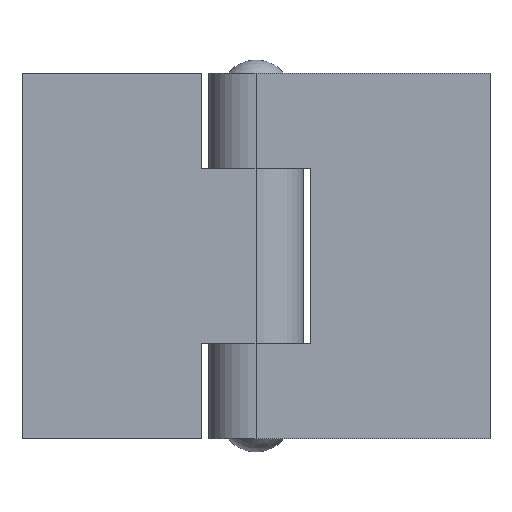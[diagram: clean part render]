
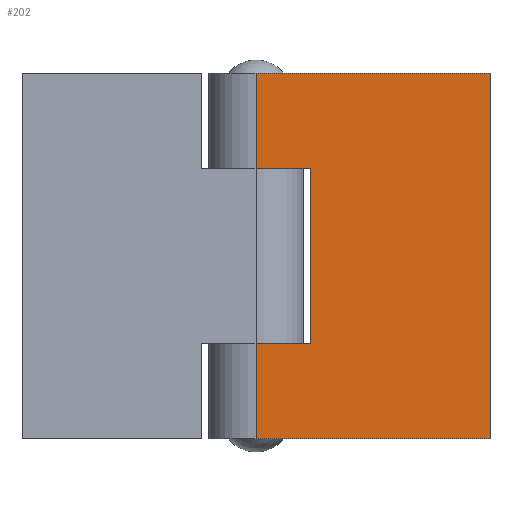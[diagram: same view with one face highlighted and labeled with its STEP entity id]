
A CAD part, front view. The second image highlights one B-rep face of the part: STEP entity #202.
In plain terms, the highlighted planar face has unit normal (0, -1, 0).
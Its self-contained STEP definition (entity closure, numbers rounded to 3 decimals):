
#9 = VERTEX_POINT ( 'NONE', #373 ) ;
#12 = VERTEX_POINT ( 'NONE', #435 ) ;
#13 = EDGE_CURVE ( 'NONE', #26, #9, #434, .T. ) ;
#17 = EDGE_CURVE ( 'NONE', #71, #12, #429, .T. ) ;
#26 = VERTEX_POINT ( 'NONE', #410 ) ;
#56 = VERTEX_POINT ( 'NONE', #483 ) ;
#71 = VERTEX_POINT ( 'NONE', #527 ) ;
#85 = VERTEX_POINT ( 'NONE', #562 ) ;
#87 = EDGE_CURVE ( 'NONE', #26, #85, #561, .T. ) ;
#101 = EDGE_CURVE ( 'NONE', #56, #71, #594, .T. ) ;
#134 = ORIENTED_EDGE ( 'NONE', *, *, #13, .F. ) ;
#135 = ORIENTED_EDGE ( 'NONE', *, *, #87, .T. ) ;
#136 = ORIENTED_EDGE ( 'NONE', *, *, #137, .T. ) ;
#137 = EDGE_CURVE ( 'NONE', #85, #206, #647, .T. ) ;
#202 = ADVANCED_FACE ( 'NONE', ( #736 ), #734, .F. ) ;
#203 = EDGE_LOOP ( 'NONE', ( #204, #208, #210, #211, #212, #134, #135, #136 ) ) ;
#204 = ORIENTED_EDGE ( 'NONE', *, *, #205, .T. ) ;
#205 = EDGE_CURVE ( 'NONE', #206, #207, #735, .T. ) ;
#206 = VERTEX_POINT ( 'NONE', #789 ) ;
#207 = VERTEX_POINT ( 'NONE', #788 ) ;
#208 = ORIENTED_EDGE ( 'NONE', *, *, #209, .T. ) ;
#209 = EDGE_CURVE ( 'NONE', #207, #56, #787, .T. ) ;
#210 = ORIENTED_EDGE ( 'NONE', *, *, #101, .T. ) ;
#211 = ORIENTED_EDGE ( 'NONE', *, *, #17, .T. ) ;
#212 = ORIENTED_EDGE ( 'NONE', *, *, #213, .F. ) ;
#213 = EDGE_CURVE ( 'NONE', #9, #12, #783, .T. ) ;
#373 = CARTESIAN_POINT ( 'NONE',  ( 16., -3.25, 12.5 ) ) ;
#410 = CARTESIAN_POINT ( 'NONE',  ( 0., -3.25, 12.5 ) ) ;
#426 = DIRECTION ( 'NONE',  ( 1., 0., 0. ) ) ;
#427 = VECTOR ( 'NONE', #426, 1000. ) ;
#428 = CARTESIAN_POINT ( 'NONE',  ( 0., -3.25, -12.5 ) ) ;
#429 = LINE ( 'NONE', #428, #427 ) ;
#431 = DIRECTION ( 'NONE',  ( 1., 0., 0. ) ) ;
#432 = VECTOR ( 'NONE', #431, 1000. ) ;
#433 = CARTESIAN_POINT ( 'NONE',  ( 0., -3.25, 12.5 ) ) ;
#434 = LINE ( 'NONE', #433, #432 ) ;
#435 = CARTESIAN_POINT ( 'NONE',  ( 16., -3.25, -12.5 ) ) ;
#483 = CARTESIAN_POINT ( 'NONE',  ( 0., -3.25, -6. ) ) ;
#527 = CARTESIAN_POINT ( 'NONE',  ( 0., -3.25, -12.5 ) ) ;
#558 = DIRECTION ( 'NONE',  ( 0., 0., -1. ) ) ;
#559 = VECTOR ( 'NONE', #558, 1000. ) ;
#560 = CARTESIAN_POINT ( 'NONE',  ( 0., -3.25, 12.5 ) ) ;
#561 = LINE ( 'NONE', #560, #559 ) ;
#562 = CARTESIAN_POINT ( 'NONE',  ( 0., -3.25, 6. ) ) ;
#591 = DIRECTION ( 'NONE',  ( 0., 0., -1. ) ) ;
#592 = VECTOR ( 'NONE', #591, 1000. ) ;
#593 = CARTESIAN_POINT ( 'NONE',  ( 0., -3.25, 12.5 ) ) ;
#594 = LINE ( 'NONE', #593, #592 ) ;
#644 = DIRECTION ( 'NONE',  ( 1., 0., 0. ) ) ;
#645 = VECTOR ( 'NONE', #644, 1000. ) ;
#646 = CARTESIAN_POINT ( 'NONE',  ( 0., -3.25, 6. ) ) ;
#647 = LINE ( 'NONE', #646, #645 ) ;
#730 = DIRECTION ( 'NONE',  ( -1., 0., 0. ) ) ;
#731 = DIRECTION ( 'NONE',  ( 0., 1., 0. ) ) ;
#732 = CARTESIAN_POINT ( 'NONE',  ( 0., -3.25, 12.5 ) ) ;
#733 = AXIS2_PLACEMENT_3D ( 'NONE', #732, #731, #730 ) ;
#734 = PLANE ( 'NONE',  #733 ) ;
#735 = LINE ( 'NONE', #792, #791 ) ;
#736 = FACE_OUTER_BOUND ( 'NONE', #203, .T. ) ;
#780 = DIRECTION ( 'NONE',  ( 0., 0., -1. ) ) ;
#781 = VECTOR ( 'NONE', #780, 1000. ) ;
#782 = CARTESIAN_POINT ( 'NONE',  ( 16., -3.25, 12.5 ) ) ;
#783 = LINE ( 'NONE', #782, #781 ) ;
#784 = DIRECTION ( 'NONE',  ( -1., 0., 0. ) ) ;
#785 = VECTOR ( 'NONE', #784, 1000. ) ;
#786 = CARTESIAN_POINT ( 'NONE',  ( 0., -3.25, -6. ) ) ;
#787 = LINE ( 'NONE', #786, #785 ) ;
#788 = CARTESIAN_POINT ( 'NONE',  ( 3.75, -3.25, -6. ) ) ;
#789 = CARTESIAN_POINT ( 'NONE',  ( 3.75, -3.25, 6. ) ) ;
#790 = DIRECTION ( 'NONE',  ( 0., 0., -1. ) ) ;
#791 = VECTOR ( 'NONE', #790, 1000. ) ;
#792 = CARTESIAN_POINT ( 'NONE',  ( 3.75, -3.25, 12.5 ) ) ;
